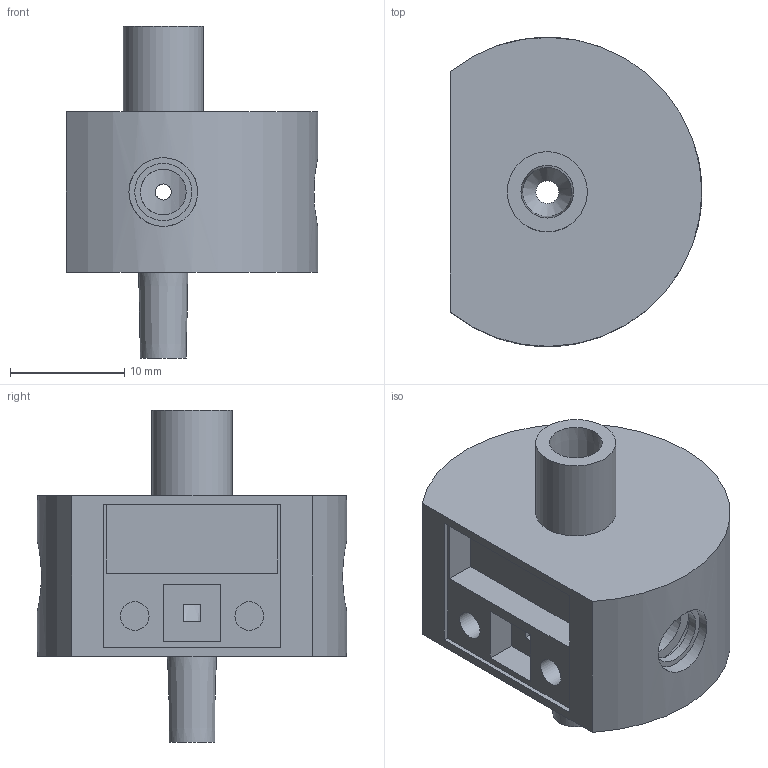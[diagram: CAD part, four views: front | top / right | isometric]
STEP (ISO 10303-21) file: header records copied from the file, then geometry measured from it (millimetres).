
FILE_DESCRIPTION(/* description */ (''),/* implementation_level */ '2;1');
FILE_NAME(/* name */ 'Measurement_Chamber.step',/* time_stamp */ '2021-06-23T09:30:58+02:00',/* author */ (''),/* organization */ (''),/* preprocessor_version */ 'ST-DEVELOPER v18.1',/* originating_system */ 'Autodesk Translation Framework v10.9.0.1377',/* authorisation */ '');
FILE_SCHEMA (('AUTOMOTIVE_DESIGN { 1 0 10303 214 3 1 1 }'));
Length unit declared in the file: millimetre
Products named in the file (1): Messkammer_5mm_PHT_V3.1
Bounding box: 21.99 x 27 x 29 mm (x, y, z)
Volume: 5654.9 mm3; surface area: 3768.3 mm2
Topology: 1 solids, 1 shells, 75 faces, 149 edges, 98 vertices
Faces by surface type: plane 43, cylinder 28, cone 4
Full cylindrical faces by diameter (mm): 1.4 x1, 2 x1, 2.5 x2, 4 x2, 5 x9, 6 x3, 7 x7
Entity records: 2235 total; most frequent: CARTESIAN_POINT 580, DIRECTION 349, ORIENTED_EDGE 298, EDGE_CURVE 149, AXIS2_PLACEMENT_3D 136, EDGE_LOOP 107, VERTEX_POINT 98, LINE 77
